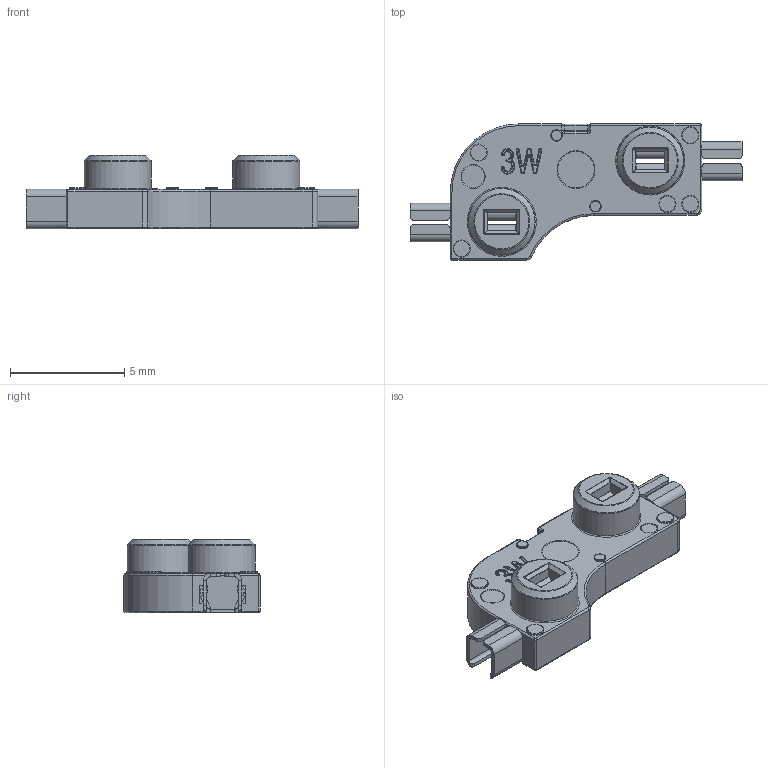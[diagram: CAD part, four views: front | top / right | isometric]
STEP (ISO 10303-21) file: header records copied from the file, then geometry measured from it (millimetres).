
FILE_DESCRIPTION(('FreeCAD Model'),'2;1');
FILE_NAME('SW_Hotswap_Kailh_cp.step','2020-09-29T20:22:05', ('EXTRA StepUp'),('ksu MCAD'),'Open CASCADE STEP processor 7.4', 'FreeCAD','Unknown');
FILE_SCHEMA(('AUTOMOTIVE_DESIGN { 1 0 10303 214 1 1 1 1 }'));
Length unit declared in the file: millimetre
Products named in the file (1): SW_Hotswap_Kailh_cp
Bounding box: 14.52 x 5.95 x 3.22 mm (x, y, z)
Volume: 95.8 mm3; surface area: 338 mm2
Topology: 3 solids, 3 shells, 1033 faces, 2351 edges, 1342 vertices
Faces by surface type: plane 362, bspline 288, cylinder 275, torus 98, sphere 8, cone 2
Full cylindrical faces by diameter (mm): 0.5 x2, 0.75 x4, 2.92 x2
Entity records: 44843 total; most frequent: CARTESIAN_POINT 16027, ORIENTED_EDGE 4702, DIRECTION 4070, EDGE_CURVE 2351, AXIS2_PLACEMENT_3D 1484, VERTEX_POINT 1342, LINE 1102, VECTOR 1102
